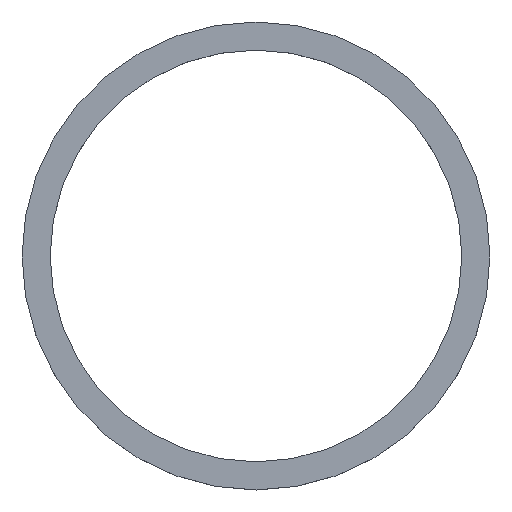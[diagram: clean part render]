
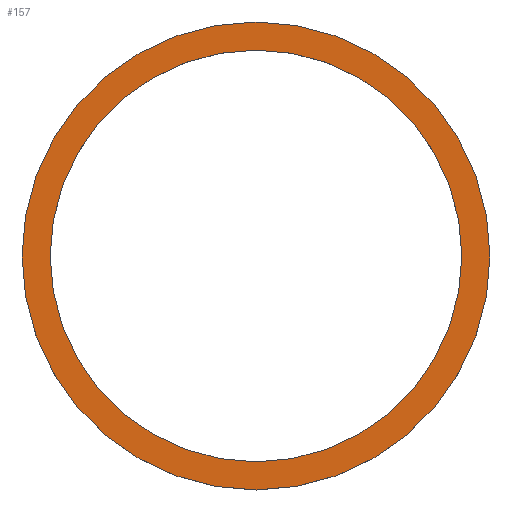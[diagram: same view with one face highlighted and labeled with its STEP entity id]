
A CAD part, top view. The second image highlights one B-rep face of the part: STEP entity #157.
In plain terms, the highlighted planar face has unit normal (0, 0, 1).
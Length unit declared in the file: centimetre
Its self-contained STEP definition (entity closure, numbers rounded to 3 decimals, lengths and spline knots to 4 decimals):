
#105=PLANE('',#167);
#110=VERTEX_POINT('',#175);
#112=VERTEX_POINT('',#181);
#115=CIRCLE('',#162,11.3665);
#117=CIRCLE('',#166,10.);
#120=EDGE_CURVE('',#110,#110,#115,.T.);
#122=EDGE_CURVE('',#112,#112,#117,.T.);
#131=ORIENTED_EDGE('',*,*,#122,.F.);
#132=ORIENTED_EDGE('',*,*,#120,.T.);
#141=EDGE_LOOP('',(#131));
#142=EDGE_LOOP('',(#132));
#151=FACE_BOUND('',#141,.T.);
#152=FACE_BOUND('',#142,.T.);
#157=ADVANCED_FACE('',(#151,#152),#105,.T.);
#162=AXIS2_PLACEMENT_3D('',#174,#191,#192);
#166=AXIS2_PLACEMENT_3D('',#180,#198,#199);
#167=AXIS2_PLACEMENT_3D('',#182,#200,$);
#174=CARTESIAN_POINT('',(0.,0.,0.));
#175=CARTESIAN_POINT('',(11.3665,0.,0.));
#180=CARTESIAN_POINT('',(0.,0.,0.));
#181=CARTESIAN_POINT('',(10.,0.,0.));
#182=CARTESIAN_POINT('',(0.,0.,0.));
#191=DIRECTION('',(0.,0.,1.));
#192=DIRECTION('',(11.367,0.,0.));
#198=DIRECTION('',(0.,0.,1.));
#199=DIRECTION('',(10.,0.,0.));
#200=DIRECTION('',(0.,0.,1.));
